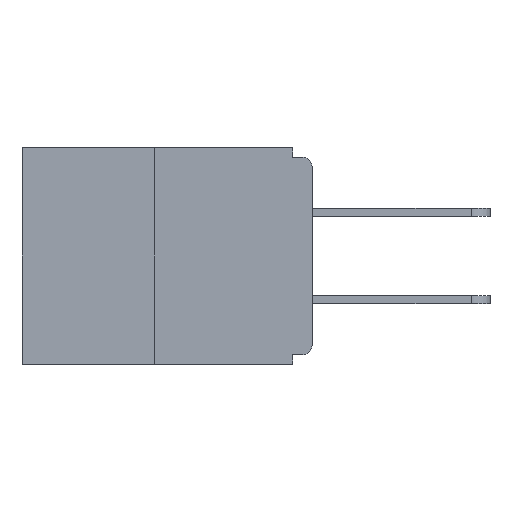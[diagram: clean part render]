
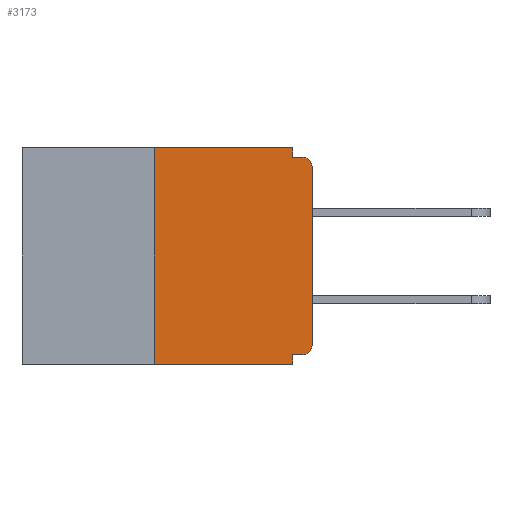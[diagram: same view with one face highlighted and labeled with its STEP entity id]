
A CAD part, left-side view. The second image highlights one B-rep face of the part: STEP entity #3173.
In plain terms, the highlighted planar face has unit normal (-1, 0, 0).
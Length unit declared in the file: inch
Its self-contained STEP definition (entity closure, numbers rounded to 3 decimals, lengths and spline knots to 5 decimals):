
#320 = FACE_OUTER_BOUND ( 'NONE', #5270, .T. ) ;
#835 = LINE ( 'NONE', #13513, #12974 ) ;
#843 = ORIENTED_EDGE ( 'NONE', *, *, #4309, .F. ) ;
#891 = EDGE_CURVE ( 'NONE', #12559, #1955, #1992, .T. ) ;
#1234 = DIRECTION ( 'NONE',  ( 0., 1., 0. ) ) ;
#1268 = EDGE_CURVE ( 'NONE', #7800, #2879, #9306, .T. ) ;
#1558 = DIRECTION ( 'NONE',  ( 0., -1., 0. ) ) ;
#1645 = AXIS2_PLACEMENT_3D ( 'NONE', #11883, #2694, #2793 ) ;
#1674 = CARTESIAN_POINT ( 'NONE',  ( 0., 0.031, -0.343 ) ) ;
#1895 = ORIENTED_EDGE ( 'NONE', *, *, #11120, .F. ) ;
#1955 = VERTEX_POINT ( 'NONE', #11729 ) ;
#1984 = ORIENTED_EDGE ( 'NONE', *, *, #12166, .T. ) ;
#1992 = LINE ( 'NONE', #8006, #12518 ) ;
#2082 = ORIENTED_EDGE ( 'NONE', *, *, #3298, .F. ) ;
#2087 = ORIENTED_EDGE ( 'NONE', *, *, #3165, .T. ) ;
#2383 = VERTEX_POINT ( 'NONE', #14194 ) ;
#2694 = DIRECTION ( 'NONE',  ( -1., 0., 0. ) ) ;
#2724 = CARTESIAN_POINT ( 'NONE',  ( 0., 0.015, -0.015 ) ) ;
#2746 = CARTESIAN_POINT ( 'NONE',  ( 0., 0.25, -0.343 ) ) ;
#2793 = DIRECTION ( 'NONE',  ( 0., 0., -1. ) ) ;
#2879 = VERTEX_POINT ( 'NONE', #10526 ) ;
#3165 = EDGE_CURVE ( 'NONE', #6505, #10812, #10507, .T. ) ;
#3173 = ADVANCED_FACE ( 'NONE', ( #320 ), #9448, .F. ) ;
#3298 = EDGE_CURVE ( 'NONE', #2879, #10812, #3361, .T. ) ;
#3361 = LINE ( 'NONE', #1674, #13536 ) ;
#3418 = ORIENTED_EDGE ( 'NONE', *, *, #1268, .F. ) ;
#3424 = CARTESIAN_POINT ( 'NONE',  ( 0., 0., -0.328 ) ) ;
#3538 = VECTOR ( 'NONE', #9254, 39.37008 ) ;
#3610 = ORIENTED_EDGE ( 'NONE', *, *, #6335, .F. ) ;
#3675 = AXIS2_PLACEMENT_3D ( 'NONE', #12818, #4884, #11534 ) ;
#3900 = CARTESIAN_POINT ( 'NONE',  ( 0., 0., -0.313 ) ) ;
#4076 = CIRCLE ( 'NONE', #3675, 0.015 ) ;
#4147 = CARTESIAN_POINT ( 'NONE',  ( 0., 0.031, -0.015 ) ) ;
#4309 = EDGE_CURVE ( 'NONE', #13483, #5644, #8676, .T. ) ;
#4633 = DIRECTION ( 'NONE',  ( 0., 0., 1. ) ) ;
#4778 = CARTESIAN_POINT ( 'NONE',  ( 0., 0.031, -0.343 ) ) ;
#4884 = DIRECTION ( 'NONE',  ( -1., 0., 0. ) ) ;
#5270 = EDGE_LOOP ( 'NONE', ( #3610, #13153, #2087, #2082, #3418, #11732, #14521, #1984, #843, #1895 ) ) ;
#5390 = VECTOR ( 'NONE', #1234, 39.37008 ) ;
#5642 = VECTOR ( 'NONE', #1558, 39.37008 ) ;
#5644 = VERTEX_POINT ( 'NONE', #2724 ) ;
#6335 = EDGE_CURVE ( 'NONE', #2383, #14281, #9714, .T. ) ;
#6505 = VERTEX_POINT ( 'NONE', #2746 ) ;
#6941 = CARTESIAN_POINT ( 'NONE',  ( 0., 0.46, -0.343 ) ) ;
#7200 = DIRECTION ( 'NONE',  ( 0., -1., 0. ) ) ;
#7560 = CARTESIAN_POINT ( 'NONE',  ( 0., 0.015, -0.328 ) ) ;
#7800 = VERTEX_POINT ( 'NONE', #7560 ) ;
#8006 = CARTESIAN_POINT ( 'NONE',  ( 0., 0., 0. ) ) ;
#8223 = CARTESIAN_POINT ( 'NONE',  ( 0., 0.46, 0. ) ) ;
#8293 = DIRECTION ( 'NONE',  ( 1., 0., 0. ) ) ;
#8676 = LINE ( 'NONE', #10637, #5642 ) ;
#9254 = DIRECTION ( 'NONE',  ( 0., -1., 0. ) ) ;
#9306 = LINE ( 'NONE', #3424, #5390 ) ;
#9448 = PLANE ( 'NONE',  #10410 ) ;
#9552 = CARTESIAN_POINT ( 'NONE',  ( 0., 0.46, 0. ) ) ;
#9714 = LINE ( 'NONE', #8223, #12754 ) ;
#9906 = CARTESIAN_POINT ( 'NONE',  ( 0., 0.031, 0. ) ) ;
#10025 = DIRECTION ( 'NONE',  ( 0., 0., 1. ) ) ;
#10410 = AXIS2_PLACEMENT_3D ( 'NONE', #9552, #8293, #11816 ) ;
#10507 = LINE ( 'NONE', #6941, #3538 ) ;
#10526 = CARTESIAN_POINT ( 'NONE',  ( 0., 0.031, -0.328 ) ) ;
#10550 = EDGE_CURVE ( 'NONE', #6505, #2383, #835, .T. ) ;
#10637 = CARTESIAN_POINT ( 'NONE',  ( 0., 0., -0.015 ) ) ;
#10647 = VECTOR ( 'NONE', #13448, 39.37008 ) ;
#10812 = VERTEX_POINT ( 'NONE', #4778 ) ;
#11120 = EDGE_CURVE ( 'NONE', #14281, #13483, #12594, .T. ) ;
#11534 = DIRECTION ( 'NONE',  ( 0., 0., -1. ) ) ;
#11729 = CARTESIAN_POINT ( 'NONE',  ( 0., 0., -0.03 ) ) ;
#11732 = ORIENTED_EDGE ( 'NONE', *, *, #12117, .T. ) ;
#11816 = DIRECTION ( 'NONE',  ( 0., 0., -1. ) ) ;
#11883 = CARTESIAN_POINT ( 'NONE',  ( 0., 0.015, -0.03 ) ) ;
#12117 = EDGE_CURVE ( 'NONE', #7800, #12559, #4076, .T. ) ;
#12166 = EDGE_CURVE ( 'NONE', #1955, #5644, #13855, .T. ) ;
#12518 = VECTOR ( 'NONE', #4633, 39.37008 ) ;
#12559 = VERTEX_POINT ( 'NONE', #3900 ) ;
#12594 = LINE ( 'NONE', #9906, #10647 ) ;
#12754 = VECTOR ( 'NONE', #7200, 39.37008 ) ;
#12818 = CARTESIAN_POINT ( 'NONE',  ( 0., 0.015, -0.313 ) ) ;
#12974 = VECTOR ( 'NONE', #10025, 39.37008 ) ;
#13153 = ORIENTED_EDGE ( 'NONE', *, *, #10550, .F. ) ;
#13448 = DIRECTION ( 'NONE',  ( 0., 0., -1. ) ) ;
#13483 = VERTEX_POINT ( 'NONE', #4147 ) ;
#13513 = CARTESIAN_POINT ( 'NONE',  ( 0., 0.25, 0. ) ) ;
#13536 = VECTOR ( 'NONE', #14411, 39.37008 ) ;
#13855 = CIRCLE ( 'NONE', #1645, 0.015 ) ;
#14194 = CARTESIAN_POINT ( 'NONE',  ( 0., 0.25, 0. ) ) ;
#14281 = VERTEX_POINT ( 'NONE', #14398 ) ;
#14398 = CARTESIAN_POINT ( 'NONE',  ( 0., 0.031, 0. ) ) ;
#14411 = DIRECTION ( 'NONE',  ( 0., 0., -1. ) ) ;
#14521 = ORIENTED_EDGE ( 'NONE', *, *, #891, .T. ) ;
